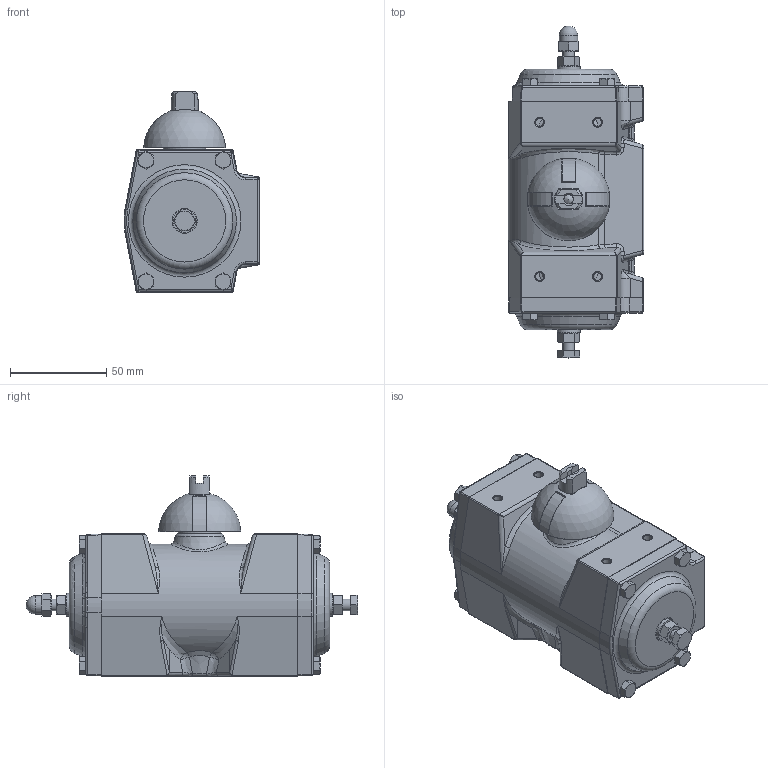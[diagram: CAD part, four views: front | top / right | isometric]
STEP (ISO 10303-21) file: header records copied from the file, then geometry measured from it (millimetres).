
FILE_DESCRIPTION(/* description */ ('Unknown'),/* implementation_level */ '2;1');
FILE_NAME(/* name */ 'GTS-52X90',/* time_stamp */ '2018-10-01T14:58:02+02:00',/* author */ ('Unknown'),/* organization */ ('Unknown'),/* preprocessor_version */ 'ST-DEVELOPER v16.7',/* originating_system */ 'DEX',/* authorisation */ $);
FILE_SCHEMA (('AUTOMOTIVE_DESIGN { 1 0 10303 214 3 1 1 }','AUTOMOTIVE_DESIGN {1 0 10303 214 3 1 1}'));
Length unit declared in the file: millimetre
Products named in the file (1): GTS-52X90
Bounding box: 70.54 x 172.2 x 104 mm (x, y, z)
Surface area: 65248.1 mm2 (no closed solid volume)
Topology: 0 solids, 32 shells, 747 faces, 2061 edges, 1284 vertices
Faces by surface type: plane 241, cylinder 211, bspline 128, cone 126, torus 26, sphere 15
Full cylindrical faces by diameter (mm): 4 x1, 4.134 x20, 4.917 x9, 5 x1, 6 x2, 8.566 x3, 9.5 x1, 12 x2, 13 x2, 14 x2, 15.2 x1, 18.8 x1, 22 x1, 24.8 x1, 25.3 x1
Entity records: 24647 total; most frequent: CARTESIAN_POINT 7196, DIRECTION 3575, ORIENTED_EDGE 3336, EDGE_CURVE 1842, AXIS2_PLACEMENT_3D 1454, VERTEX_POINT 1225, FACE_BOUND 921, EDGE_LOOP 907
